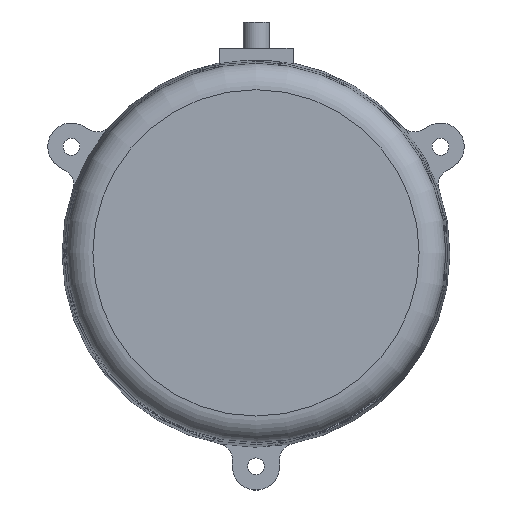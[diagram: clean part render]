
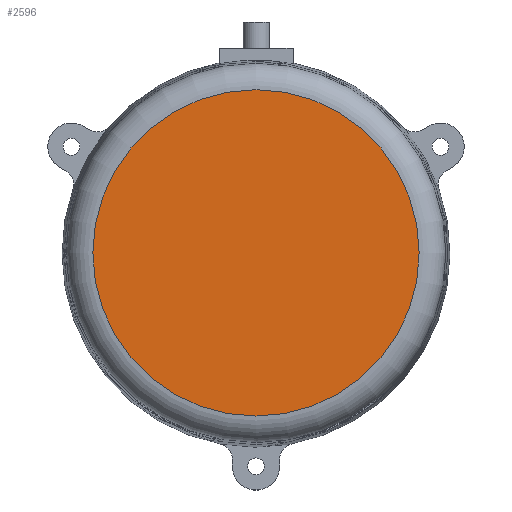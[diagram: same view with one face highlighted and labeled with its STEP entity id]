
A CAD part, top view. The second image highlights one B-rep face of the part: STEP entity #2596.
In plain terms, the highlighted planar face has unit normal (0, 0, 1).
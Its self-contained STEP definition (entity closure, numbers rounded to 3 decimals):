
#380=PLANE('',#2830);
#426=FACE_OUTER_BOUND('',#586,.T.);
#586=EDGE_LOOP('',(#1910));
#1040=CIRCLE('',#2829,31.011);
#1120=VERTEX_POINT('',#3725);
#1420=EDGE_CURVE('',#1120,#1120,#1040,.T.);
#1910=ORIENTED_EDGE('',*,*,#1420,.F.);
#2596=ADVANCED_FACE('',(#426),#380,.F.);
#2829=AXIS2_PLACEMENT_3D('',#3727,#3166,#3167);
#2830=AXIS2_PLACEMENT_3D('',#3728,#3168,#3169);
#3166=DIRECTION('center_axis',(0.,0.,-1.));
#3167=DIRECTION('ref_axis',(-1.,0.,0.));
#3168=DIRECTION('center_axis',(0.,0.,-1.));
#3169=DIRECTION('ref_axis',(-1.,0.,0.));
#3725=CARTESIAN_POINT('',(30.967,0.059,107.5));
#3727=CARTESIAN_POINT('Origin',(-0.044,0.059,
107.5));
#3728=CARTESIAN_POINT('Origin',(-0.044,0.059,
107.5));
